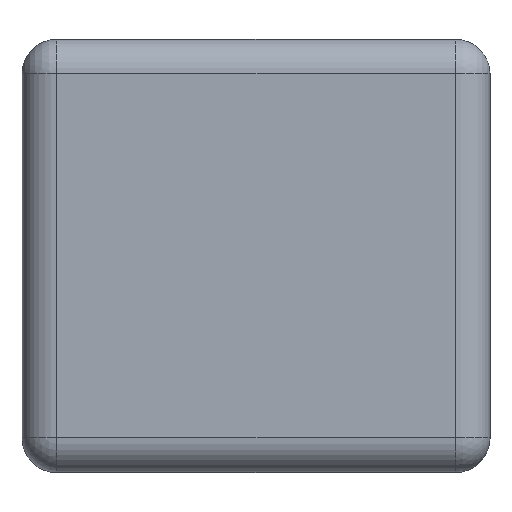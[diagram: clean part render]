
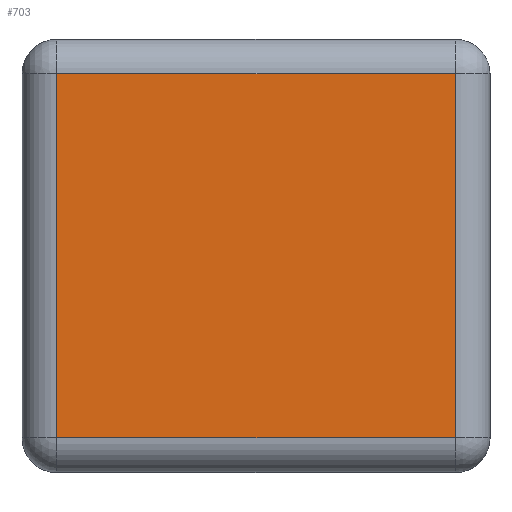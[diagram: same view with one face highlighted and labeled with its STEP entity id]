
A CAD part, left-side view. The second image highlights one B-rep face of the part: STEP entity #703.
In plain terms, the highlighted planar face has unit normal (-1, 0, 0).
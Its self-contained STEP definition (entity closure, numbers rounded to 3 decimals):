
#98 = DIRECTION ( 'NONE',  ( 0., -1., 0. ) ) ;
#114 = CARTESIAN_POINT ( 'NONE',  ( -1.005, -0.575, -0.525 ) ) ;
#127 = FACE_OUTER_BOUND ( 'NONE', #337, .T. ) ;
#144 = CARTESIAN_POINT ( 'NONE',  ( -1.005, 0.675, 0.525 ) ) ;
#217 = ORIENTED_EDGE ( 'NONE', *, *, #1441, .T. ) ;
#225 = AXIS2_PLACEMENT_3D ( 'NONE', #1855, #1231, #804 ) ;
#260 = ORIENTED_EDGE ( 'NONE', *, *, #837, .T. ) ;
#297 = CARTESIAN_POINT ( 'NONE',  ( -1.005, 0.575, 0.525 ) ) ;
#311 = VERTEX_POINT ( 'NONE', #560 ) ;
#337 = EDGE_LOOP ( 'NONE', ( #260, #693, #558, #217 ) ) ;
#399 = DIRECTION ( 'NONE',  ( 0., 0., 1. ) ) ;
#558 = ORIENTED_EDGE ( 'NONE', *, *, #1041, .T. ) ;
#560 = CARTESIAN_POINT ( 'NONE',  ( -1.005, -0.575, 0.525 ) ) ;
#561 = CARTESIAN_POINT ( 'NONE',  ( -1.005, -0.675, -0.525 ) ) ;
#618 = VECTOR ( 'NONE', #1343, 1000. ) ;
#634 = PLANE ( 'NONE',  #225 ) ;
#682 = CARTESIAN_POINT ( 'NONE',  ( -1.005, 0.575, -0.525 ) ) ;
#693 = ORIENTED_EDGE ( 'NONE', *, *, #1070, .T. ) ;
#703 = ADVANCED_FACE ( 'NONE', ( #127 ), #634, .T. ) ;
#725 = VECTOR ( 'NONE', #1497, 1000. ) ;
#752 = CARTESIAN_POINT ( 'NONE',  ( -1.005, 0.575, -0.625 ) ) ;
#766 = LINE ( 'NONE', #144, #618 ) ;
#772 = LINE ( 'NONE', #1883, #911 ) ;
#804 = DIRECTION ( 'NONE',  ( 0., 0., 1. ) ) ;
#837 = EDGE_CURVE ( 'NONE', #1014, #311, #772, .T. ) ;
#911 = VECTOR ( 'NONE', #399, 1000. ) ;
#966 = VERTEX_POINT ( 'NONE', #682 ) ;
#1014 = VERTEX_POINT ( 'NONE', #114 ) ;
#1041 = EDGE_CURVE ( 'NONE', #1815, #966, #1338, .T. ) ;
#1047 = LINE ( 'NONE', #561, #1196 ) ;
#1070 = EDGE_CURVE ( 'NONE', #311, #1815, #766, .T. ) ;
#1196 = VECTOR ( 'NONE', #98, 1000. ) ;
#1231 = DIRECTION ( 'NONE',  ( -1., 0., 0. ) ) ;
#1338 = LINE ( 'NONE', #752, #725 ) ;
#1343 = DIRECTION ( 'NONE',  ( 0., 1., 0. ) ) ;
#1441 = EDGE_CURVE ( 'NONE', #966, #1014, #1047, .T. ) ;
#1497 = DIRECTION ( 'NONE',  ( 0., 0., -1. ) ) ;
#1815 = VERTEX_POINT ( 'NONE', #297 ) ;
#1855 = CARTESIAN_POINT ( 'NONE',  ( -1.005, 0., 0. ) ) ;
#1883 = CARTESIAN_POINT ( 'NONE',  ( -1.005, -0.575, 0.625 ) ) ;
